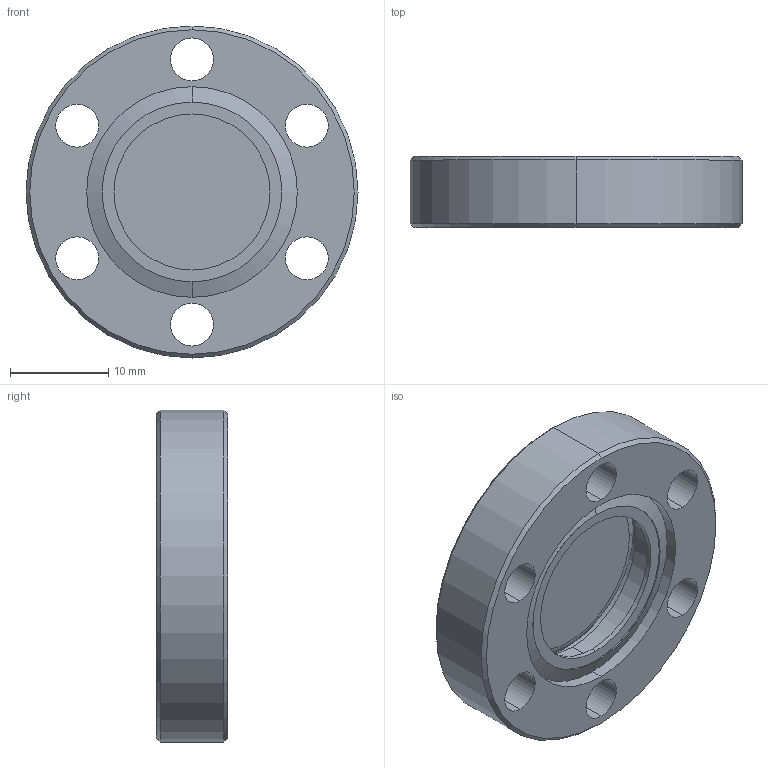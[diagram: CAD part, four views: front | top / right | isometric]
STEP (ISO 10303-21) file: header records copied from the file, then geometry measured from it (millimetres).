
FILE_DESCRIPTION (( 'STEP AP214' ), '1' );
FILE_NAME ('450000.STEP', '2024-01-31T15:57:32', ( '' ), ( '' ), 'SwSTEP 2.0', 'SolidWorks 2022', '' );
FILE_SCHEMA (( 'AUTOMOTIVE_DESIGN' ));
Length unit declared in the file: inch
Products named in the file (1): 450000
Bounding box: 33.78 x 7.24 x 33.78 mm (x, y, z)
Volume: 4457.2 mm3; surface area: 3736.5 mm2
Topology: 2 solids, 2 shells, 41 faces, 92 edges, 58 vertices
Faces by surface type: cylinder 24, plane 7, cone 6, torus 4
Entity records: 1247 total; most frequent: DIRECTION 238, CARTESIAN_POINT 192, ORIENTED_EDGE 184, AXIS2_PLACEMENT_3D 104, EDGE_CURVE 92, CIRCLE 62, VERTEX_POINT 58, EDGE_LOOP 58
